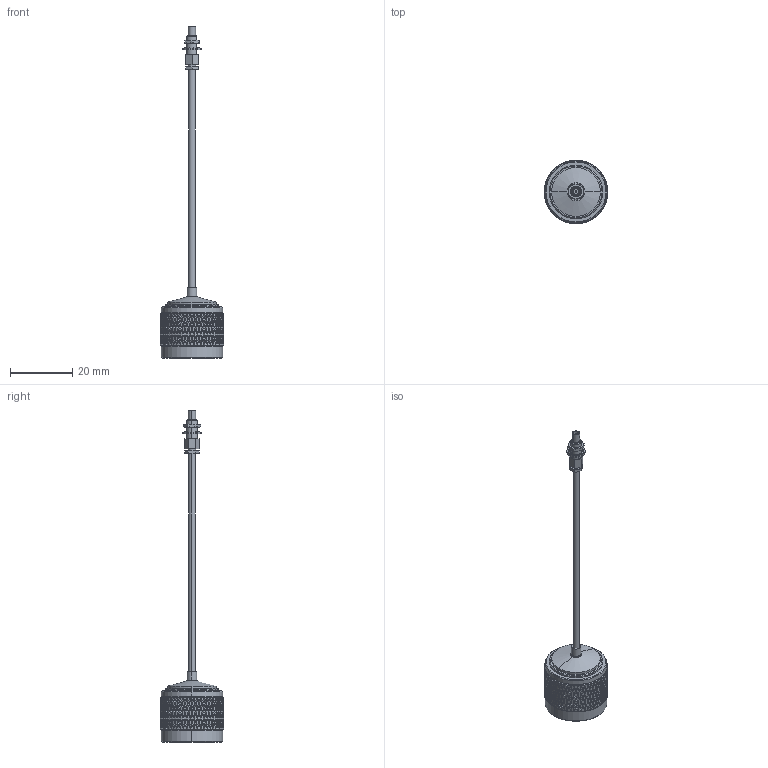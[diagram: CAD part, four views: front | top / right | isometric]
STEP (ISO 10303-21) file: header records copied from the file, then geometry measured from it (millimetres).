
FILE_DESCRIPTION (( 'STEP AP214' ), '1' );
FILE_NAME ('PE3C4452.step', '2020-04-20T16:01:59', ( '' ), ( '' ), 'SwSTEP 2.0', 'SolidWorks 2018', '' );
FILE_SCHEMA (( 'AUTOMOTIVE_DESIGN' ));
Length unit declared in the file: millimetre
Products named in the file (7): PE45370-MA4; PE44700; PE45370-MA5___; PE-SR405FL_3''''PE-SR405FL; PE45370-MA1___; PE45370___; PE3C4452
Assembly tree (6 placements, depth 3):
  PE3C4452
    PE-SR405FL_3''''PE-SR405FL
    PE45370___
      PE45370-MA1___
      PE45370-MA5___
      PE45370-MA4
    PE44700
Bounding box: 20.32 x 20.32 x 106.39 mm (x, y, z)
Volume: 4381.8 mm3; surface area: 4024.8 mm2
Topology: 5 solids, 5 shells, 2502 faces, 5396 edges, 2916 vertices
Faces by surface type: bspline 1795, cylinder 510, plane 142, cone 49, torus 4, sphere 2
Entity records: 95872 total; most frequent: CARTESIAN_POINT 61548, ORIENTED_EDGE 10784, EDGE_CURVE 5392, VERTEX_POINT 2914, EDGE_LOOP 2520, ADVANCED_FACE 2502, FACE_OUTER_BOUND 2502, DIRECTION 2477
